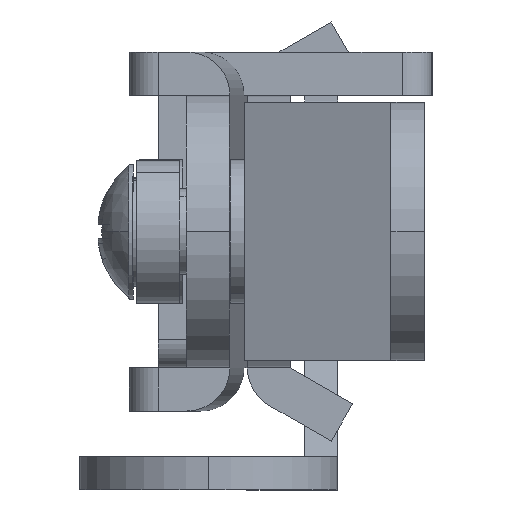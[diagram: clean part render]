
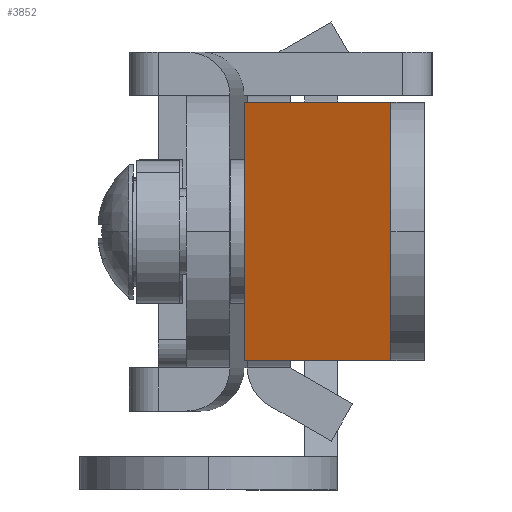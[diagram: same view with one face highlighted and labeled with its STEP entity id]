
A CAD part, left-side view. The second image highlights one B-rep face of the part: STEP entity #3852.
In plain terms, the highlighted planar face has unit normal (-0.931, 0.365, 0).
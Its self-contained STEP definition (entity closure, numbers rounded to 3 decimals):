
#3798 = ORIENTED_EDGE ( 'NONE', *, *, #3799, .F. ) ;
#3799 = EDGE_CURVE ( 'NONE', #3800, #3820, #7826, .T. ) ;
#3800 = VERTEX_POINT ( 'NONE', #7822 ) ;
#3801 = ORIENTED_EDGE ( 'NONE', *, *, #3802, .T. ) ;
#3802 = EDGE_CURVE ( 'NONE', #3800, #3864, #7821, .T. ) ;
#3803 = ORIENTED_EDGE ( 'NONE', *, *, #3865, .T. ) ;
#3817 = VERTEX_POINT ( 'NONE', #7613 ) ;
#3818 = ORIENTED_EDGE ( 'NONE', *, *, #3819, .F. ) ;
#3819 = EDGE_CURVE ( 'NONE', #3820, #3817, #7612, .T. ) ;
#3820 = VERTEX_POINT ( 'NONE', #7608 ) ;
#3852 = ADVANCED_FACE ( 'NONE', ( #6967 ), #6966, .T. ) ;
#3853 = EDGE_LOOP ( 'NONE', ( #3818, #3798, #3801, #3803 ) ) ;
#3864 = VERTEX_POINT ( 'NONE', #7078 ) ;
#3865 = EDGE_CURVE ( 'NONE', #3864, #3817, #7077, .T. ) ;
#6926 = DIRECTION ( 'NONE',  ( -0.365, -0.931, 0. ) ) ;
#6963 = DIRECTION ( 'NONE',  ( -0.931, 0.365, 0. ) ) ;
#6964 = CARTESIAN_POINT ( 'NONE',  ( -14., -7.9, -9. ) ) ;
#6965 = AXIS2_PLACEMENT_3D ( 'NONE', #6964, #6963, #6926 ) ;
#6966 = PLANE ( 'NONE',  #6965 ) ;
#6967 = FACE_OUTER_BOUND ( 'NONE', #3853, .T. ) ;
#7067 = DIRECTION ( 'NONE',  ( 0., 0., 1. ) ) ;
#7068 = VECTOR ( 'NONE', #7067, 1000. ) ;
#7069 = CARTESIAN_POINT ( 'NONE',  ( -14., -7.9, -9. ) ) ;
#7077 = LINE ( 'NONE', #7069, #7068 ) ;
#7078 = CARTESIAN_POINT ( 'NONE',  ( -14., -7.9, -9. ) ) ;
#7608 = CARTESIAN_POINT ( 'NONE',  ( -10., 2.3, 9. ) ) ;
#7609 = DIRECTION ( 'NONE',  ( -0.365, -0.931, 0. ) ) ;
#7610 = VECTOR ( 'NONE', #7609, 1000. ) ;
#7611 = CARTESIAN_POINT ( 'NONE',  ( -14., -7.9, 9. ) ) ;
#7612 = LINE ( 'NONE', #7611, #7610 ) ;
#7613 = CARTESIAN_POINT ( 'NONE',  ( -14., -7.9, 9. ) ) ;
#7818 = DIRECTION ( 'NONE',  ( -0.365, -0.931, 0. ) ) ;
#7819 = VECTOR ( 'NONE', #7818, 1000. ) ;
#7820 = CARTESIAN_POINT ( 'NONE',  ( -14., -7.9, -9. ) ) ;
#7821 = LINE ( 'NONE', #7820, #7819 ) ;
#7822 = CARTESIAN_POINT ( 'NONE',  ( -10., 2.3, -9. ) ) ;
#7823 = DIRECTION ( 'NONE',  ( 0., 0., 1. ) ) ;
#7824 = VECTOR ( 'NONE', #7823, 1000. ) ;
#7825 = CARTESIAN_POINT ( 'NONE',  ( -10., 2.3, -9. ) ) ;
#7826 = LINE ( 'NONE', #7825, #7824 ) ;
